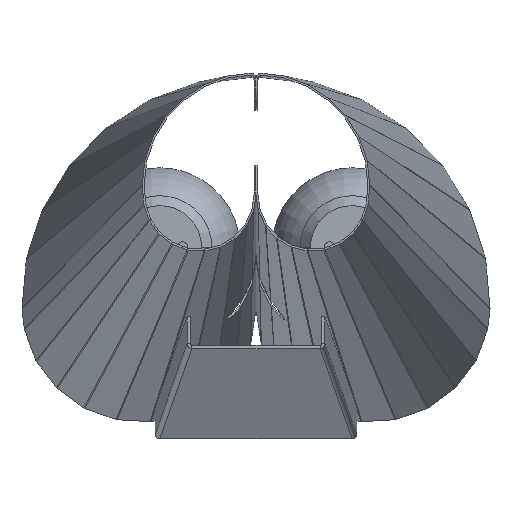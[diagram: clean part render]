
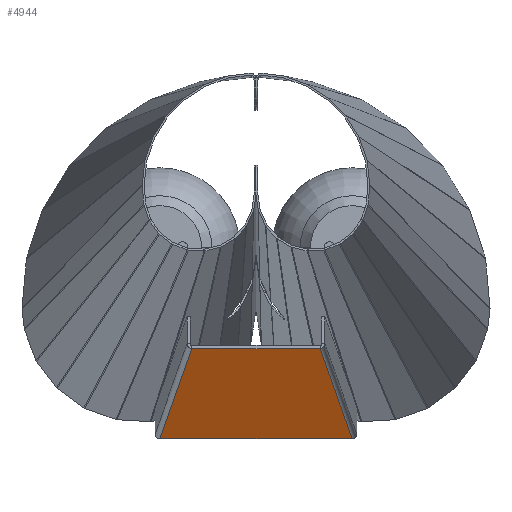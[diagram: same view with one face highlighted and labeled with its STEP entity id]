
A CAD part, top view. The second image highlights one B-rep face of the part: STEP entity #4944.
In plain terms, the highlighted face is planar.
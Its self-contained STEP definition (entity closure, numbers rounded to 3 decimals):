
#167 = CARTESIAN_POINT ( 'NONE',  ( -30., 100., 0. ) ) ;
#1593 = EDGE_CURVE ( 'NONE', #13486, #10185, #10849, .T. ) ;
#2579 = VECTOR ( 'NONE', #6867, 1000. ) ;
#2594 = VECTOR ( 'NONE', #4121, 1000. ) ;
#3098 = DIRECTION ( 'NONE',  ( 0.05, -0.999, 0. ) ) ;
#3832 = PLANE ( 'NONE',  #9114 ) ;
#4121 = DIRECTION ( 'NONE',  ( 1., 0., 0. ) ) ;
#4801 = VERTEX_POINT ( 'NONE', #10156 ) ;
#4944 = ADVANCED_FACE ( 'NONE', ( #10618 ), #3832, .F. ) ;
#4999 = CARTESIAN_POINT ( 'NONE',  ( 0., 0., 0. ) ) ;
#5791 = LINE ( 'NONE', #11573, #2594 ) ;
#5926 = ORIENTED_EDGE ( 'NONE', *, *, #1593, .F. ) ;
#5999 = VECTOR ( 'NONE', #9386, 1000. ) ;
#6108 = VECTOR ( 'NONE', #3098, 1000. ) ;
#6212 = CARTESIAN_POINT ( 'NONE',  ( 20., -100., 0. ) ) ;
#6452 = EDGE_CURVE ( 'NONE', #4801, #13486, #12431, .T. ) ;
#6867 = DIRECTION ( 'NONE',  ( -1., 0., 0. ) ) ;
#7559 = ORIENTED_EDGE ( 'NONE', *, *, #6452, .F. ) ;
#7588 = CARTESIAN_POINT ( 'NONE',  ( 30., 100., 0. ) ) ;
#8023 = CARTESIAN_POINT ( 'NONE',  ( 30., 100., 0. ) ) ;
#9114 = AXIS2_PLACEMENT_3D ( 'NONE', #4999, #9297, #11517 ) ;
#9268 = CARTESIAN_POINT ( 'NONE',  ( -30., 100., 0. ) ) ;
#9297 = DIRECTION ( 'NONE',  ( 0., 0., 1. ) ) ;
#9386 = DIRECTION ( 'NONE',  ( 0.05, 0.999, 0. ) ) ;
#10156 = CARTESIAN_POINT ( 'NONE',  ( 20., -100., 0. ) ) ;
#10185 = VERTEX_POINT ( 'NONE', #167 ) ;
#10319 = EDGE_LOOP ( 'NONE', ( #5926, #7559, #11048, #12489 ) ) ;
#10618 = FACE_OUTER_BOUND ( 'NONE', #10319, .T. ) ;
#10831 = EDGE_CURVE ( 'NONE', #10185, #12989, #13245, .T. ) ;
#10849 = LINE ( 'NONE', #8023, #2579 ) ;
#11048 = ORIENTED_EDGE ( 'NONE', *, *, #11369, .F. ) ;
#11369 = EDGE_CURVE ( 'NONE', #12989, #4801, #5791, .T. ) ;
#11517 = DIRECTION ( 'NONE',  ( 1., 0., 0. ) ) ;
#11573 = CARTESIAN_POINT ( 'NONE',  ( -20., -100., 0. ) ) ;
#11949 = CARTESIAN_POINT ( 'NONE',  ( -20., -100., 0. ) ) ;
#12431 = LINE ( 'NONE', #6212, #5999 ) ;
#12489 = ORIENTED_EDGE ( 'NONE', *, *, #10831, .F. ) ;
#12989 = VERTEX_POINT ( 'NONE', #11949 ) ;
#13245 = LINE ( 'NONE', #9268, #6108 ) ;
#13486 = VERTEX_POINT ( 'NONE', #7588 ) ;
